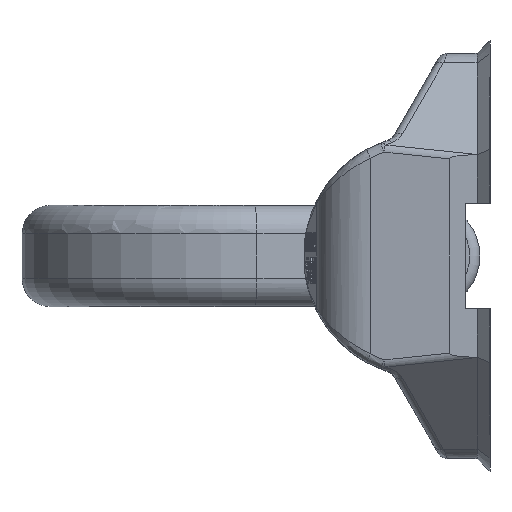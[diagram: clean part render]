
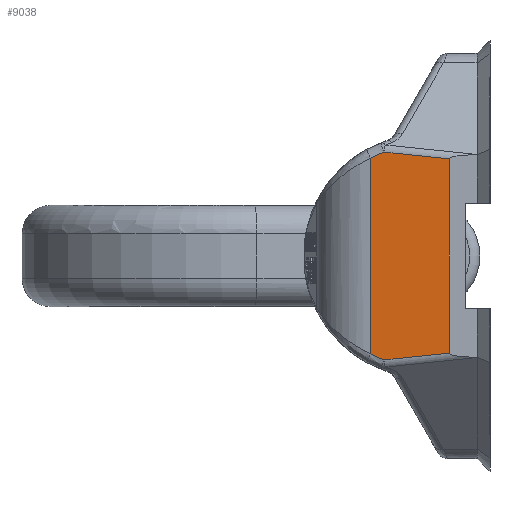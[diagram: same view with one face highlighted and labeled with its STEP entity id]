
A CAD part, left-side view. The second image highlights one B-rep face of the part: STEP entity #9038.
In plain terms, the highlighted planar face has unit normal (-0.995, 0.104, 0).
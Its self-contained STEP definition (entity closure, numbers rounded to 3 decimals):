
#95=DIRECTION('',(0.,0.,1.));
#96=VECTOR('',#95,47.902);
#97=CARTESIAN_POINT('',(-46.,10.,-23.951));
#98=LINE('',#97,#96);
#492=DIRECTION('',(0.104,0.989,0.104));
#493=VECTOR('',#492,16.353);
#494=CARTESIAN_POINT('',(-46.,10.,23.951));
#495=LINE('',#494,#493);
#505=CARTESIAN_POINT('',(-44.3,26.175,25.651));
#506=CARTESIAN_POINT('',(-44.241,26.733,25.435));
#507=CARTESIAN_POINT('',(-44.126,27.834,24.968));
#508=CARTESIAN_POINT('',(-44.013,28.905,24.428));
#509=CARTESIAN_POINT('',(-43.957,29.433,24.14));
#553=DIRECTION('',(0.,0.,-1.));
#554=VECTOR('',#553,48.281);
#555=CARTESIAN_POINT('',(-43.957,29.433,24.14));
#556=LINE('',#555,#554);
#568=CARTESIAN_POINT('',(-43.957,29.433,-24.14));
#588=CARTESIAN_POINT('',(-43.957,29.433,-24.14));
#589=CARTESIAN_POINT('',(-44.013,28.905,-24.428));
#590=CARTESIAN_POINT('',(-44.126,27.834,-24.968));
#591=CARTESIAN_POINT('',(-44.241,26.733,-25.435));
#592=CARTESIAN_POINT('',(-44.3,26.175,-25.651));
#629=DIRECTION('',(-0.104,-0.989,0.104));
#630=VECTOR('',#629,16.353);
#631=CARTESIAN_POINT('',(-44.3,26.175,-25.651));
#632=LINE('',#631,#630);
#6313=VERTEX_POINT('',#505);
#6314=VERTEX_POINT('',#509);
#6340=VERTEX_POINT('',#568);
#6342=VERTEX_POINT('',#592);
#6344=CARTESIAN_POINT('',(-46.,10.,-23.951));
#6345=VERTEX_POINT('',#6344);
#6346=CARTESIAN_POINT('',(-46.,10.,23.951));
#6347=VERTEX_POINT('',#6346);
#9021=CARTESIAN_POINT('',(-46.,10.,60.));
#9022=DIRECTION('',(0.995,-0.105,0.));
#9023=DIRECTION('',(0.105,0.995,0.));
#9024=AXIS2_PLACEMENT_3D('',#9021,#9022,#9023);
#9025=PLANE('',#9024);
#9027=ORIENTED_EDGE('',*,*,#9026,.F.);
#9028=ORIENTED_EDGE('',*,*,#9013,.F.);
#9029=ORIENTED_EDGE('',*,*,#8445,.F.);
#9031=ORIENTED_EDGE('',*,*,#9030,.F.);
#9033=ORIENTED_EDGE('',*,*,#9032,.F.);
#9035=ORIENTED_EDGE('',*,*,#9034,.F.);
#9036=EDGE_LOOP('',(#9027,#9028,#9029,#9031,#9033,#9035));
#9037=FACE_OUTER_BOUND('',#9036,.F.);
#9038=ADVANCED_FACE('',(#9037),#9025,.F.);
#510=B_SPLINE_CURVE_WITH_KNOTS('',3,(#505,#506,#507,#508,#509),.UNSPECIFIED.,
.F.,.F.,(4,1,4),(0.,0.5,1.),.UNSPECIFIED.);
#593=B_SPLINE_CURVE_WITH_KNOTS('',3,(#588,#589,#590,#591,#592),.UNSPECIFIED.,
.F.,.F.,(4,1,4),(0.,0.5,1.),.UNSPECIFIED.);
#8445=EDGE_CURVE('',#6345,#6347,#98,.T.);
#9013=EDGE_CURVE('',#6347,#6313,#495,.T.);
#9026=EDGE_CURVE('',#6313,#6314,#510,.T.);
#9030=EDGE_CURVE('',#6342,#6345,#632,.T.);
#9032=EDGE_CURVE('',#6340,#6342,#593,.T.);
#9034=EDGE_CURVE('',#6314,#6340,#556,.T.);
